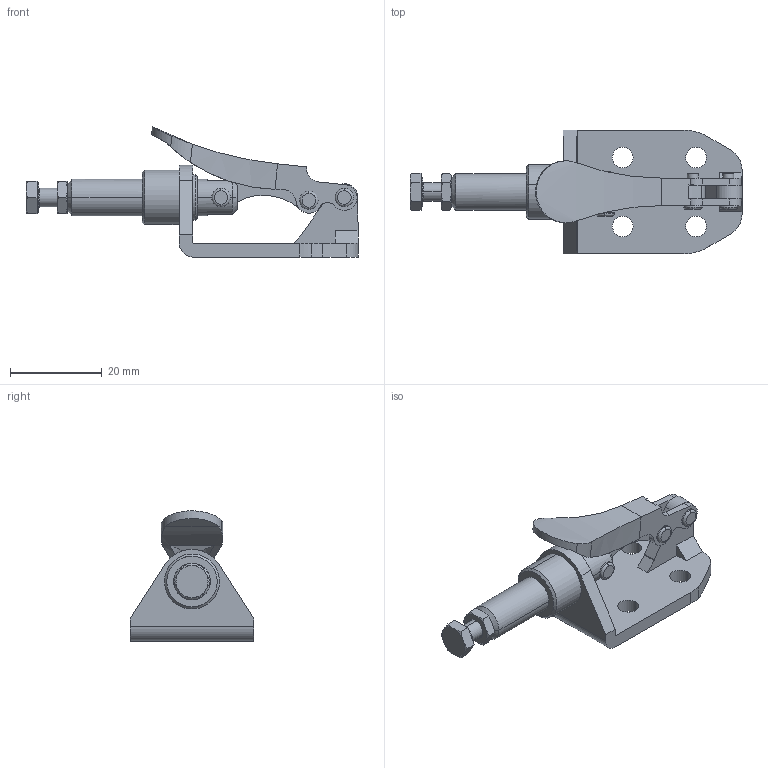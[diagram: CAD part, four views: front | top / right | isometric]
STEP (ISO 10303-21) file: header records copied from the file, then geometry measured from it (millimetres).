
FILE_DESCRIPTION((''),'2;1');
FILE_NAME('300.stp','2005-09-01T11:23:42',('CAD'),(''),'Autodesk Inventor 8','Autodesk Inventor 8','');
FILE_SCHEMA(('AUTOMOTIVE_DESIGN { 1 0 10303 214 1 1 1 1 }'));
Length unit declared in the file: millimetre
Products named in the file (1): Part8
Bounding box: 72.37 x 27 x 28.41 mm (x, y, z)
Volume: 7912.3 mm3; surface area: 6245.9 mm2
Topology: 1 solids, 3 shells, 201 faces, 527 edges, 331 vertices
Faces by surface type: cylinder 70, plane 65, cone 38, bspline 22, torus 6
Entity records: 6754 total; most frequent: CARTESIAN_POINT 1832, DIRECTION 1054, ORIENTED_EDGE 1038, EDGE_CURVE 519, AXIS2_PLACEMENT_3D 418, VERTEX_POINT 331, CIRCLE 237, EDGE_LOOP 226
